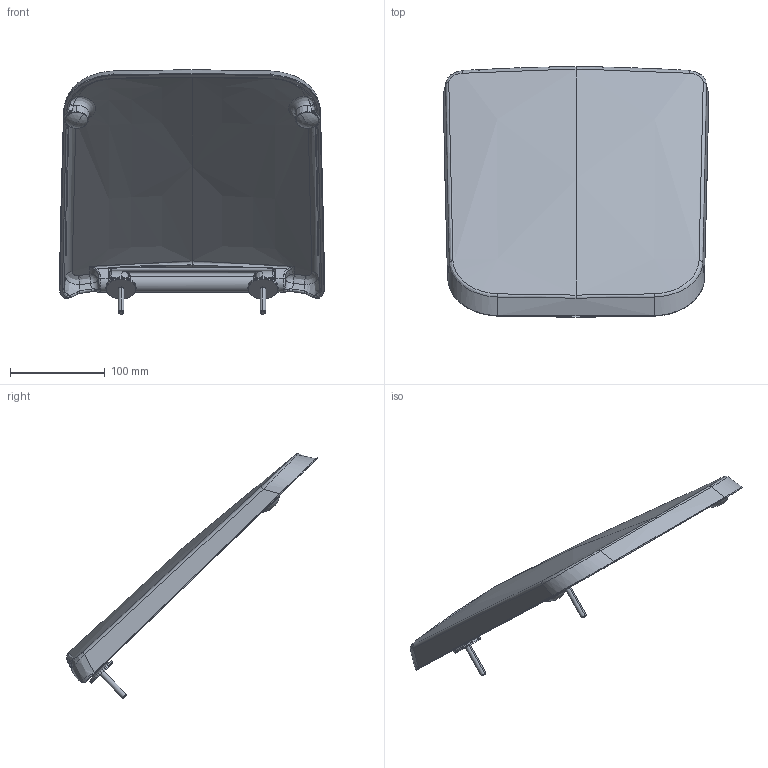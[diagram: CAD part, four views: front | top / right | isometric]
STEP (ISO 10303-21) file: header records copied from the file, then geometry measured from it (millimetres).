
FILE_DESCRIPTION(/* description */ (''),/* implementation_level */ '2;1');
FILE_NAME(/* name */ 'E00026299_000_1-03_PRT_8M10S1_URD_Venticello_Verity-Line_Kommunikations-Model.stp',/* time_stamp */ '2021-10-19T14:50:58+02:00',/* author */ (''),/* organization */ (''),/* preprocessor_version */ 'ST-DEVELOPER v18.1',/* originating_system */ 'SIEMENS PLM Software NX 1973',/* authorisation */ '');
FILE_SCHEMA (('AUTOMOTIVE_DESIGN { 1 0 10303 214 3 1 1 1 }'));
Length unit declared in the file: millimetre
Products named in the file (1): Muel2C9077DB7v5q
Bounding box: 280.47 x 265.41 x 258.48 mm (x, y, z)
Volume: 593904.7 mm3; surface area: 238720 mm2
Topology: 8 solids, 8 shells, 358 faces, 832 edges, 481 vertices
Faces by surface type: bspline 169, cylinder 60, plane 59, cone 38, torus 20, sphere 12
Entity records: 24254 total; most frequent: CARTESIAN_POINT 17326, ORIENTED_EDGE 1624, DIRECTION 1095, EDGE_CURVE 812, VERTEX_POINT 480, AXIS2_PLACEMENT_3D 461, EDGE_LOOP 376, ADVANCED_FACE 358
